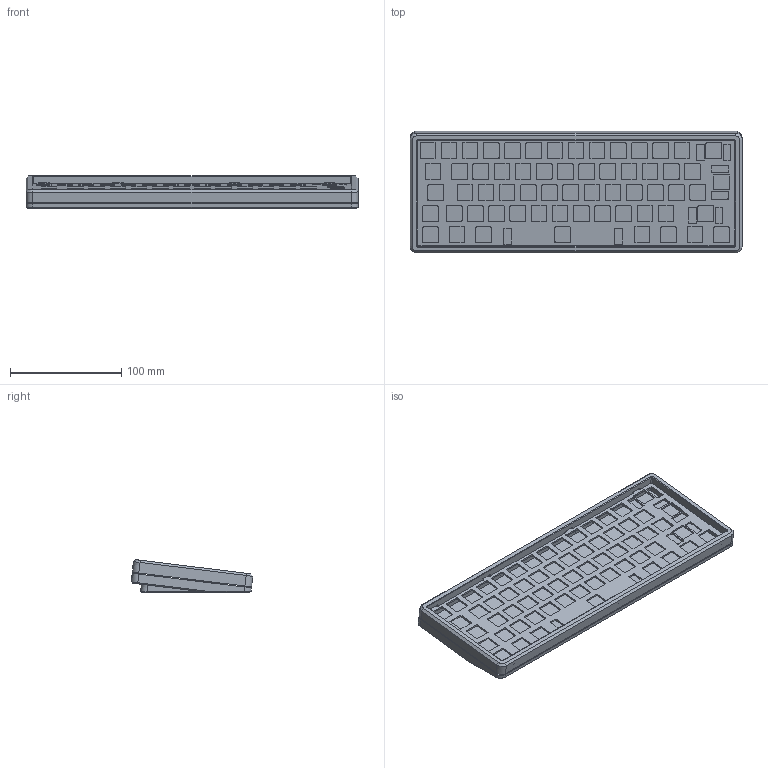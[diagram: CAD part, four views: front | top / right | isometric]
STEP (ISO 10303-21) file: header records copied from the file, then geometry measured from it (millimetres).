
FILE_DESCRIPTION(/* description */ (''),/* implementation_level */ '2;1');
FILE_NAME(/* name */ 'clavi.step',/* time_stamp */ '2023-11-15T15:55:04+01:00',/* author */ (''),/* organization */ (''),/* preprocessor_version */ 'ST-DEVELOPER v20',/* originating_system */ 'Autodesk Translation Framework v12.14.0.127',/* authorisation */ '');
FILE_SCHEMA (('AUTOMOTIVE_DESIGN { 1 0 10303 214 3 1 1 }'));
Length unit declared in the file: millimetre
Products named in the file (1): plate-2023-10-19T22_03_04.465Z
Bounding box: 298.7 x 109.51 x 29.33 mm (x, y, z)
Volume: 276344 mm3; surface area: 138400.3 mm2
Topology: 3 solids, 3 shells, 807 faces, 2319 edges, 1531 vertices
Faces by surface type: plane 388, cylinder 386, cone 25, bspline 8
Full cylindrical faces by diameter (mm): 1.623 x15, 2 x15, 4 x8, 8 x4
Entity records: 27045 total; most frequent: CARTESIAN_POINT 4859, DIRECTION 4666, ORIENTED_EDGE 4608, EDGE_CURVE 2304, AXIS2_PLACEMENT_3D 1578, VERTEX_POINT 1531, LINE 1510, VECTOR 1510
